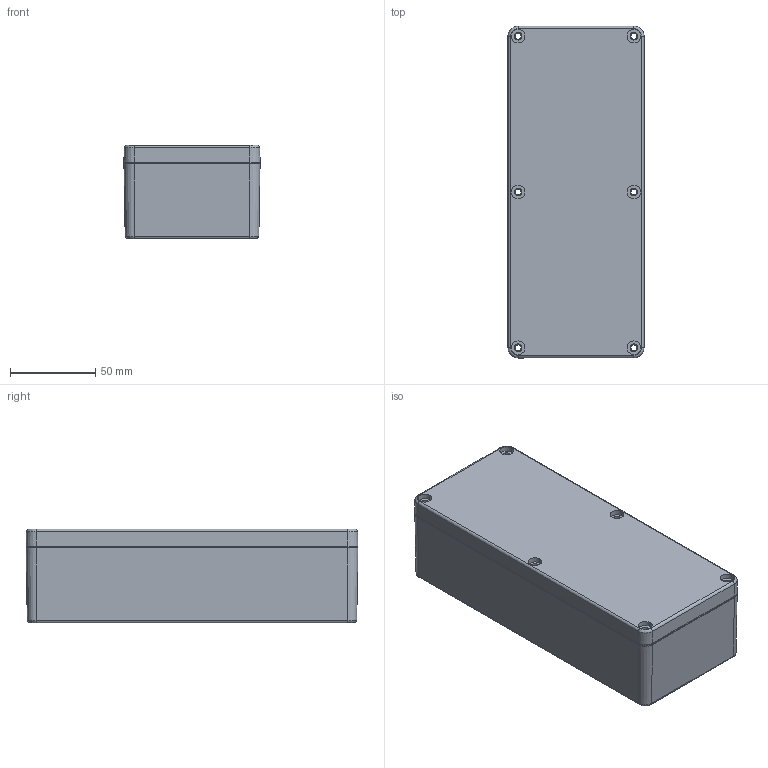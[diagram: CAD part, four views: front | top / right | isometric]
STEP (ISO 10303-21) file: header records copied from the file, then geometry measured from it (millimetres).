
FILE_DESCRIPTION (( 'STEP AP214' ), '1' );
FILE_NAME ('P229-IP67;A346-IP67.STEP', '2020-02-13T09:07:53', ( '' ), ( '' ), 'SwSTEP 2.0', 'SolidWorks 2014', '' );
FILE_SCHEMA (( 'AUTOMOTIVE_DESIGN' ));
Length unit declared in the file: millimetre
Products named in the file (4): G229 ,G346-COVER-GASKET; G229 ,G346-COVER; G229 ,G346-BASE; P229-IP67;A346-IP67
Assembly tree (3 placements, depth 2):
  P229-IP67;A346-IP67
    G229 ,G346-BASE
    G229 ,G346-COVER
    G229 ,G346-COVER-GASKET
Bounding box: 80 x 195 x 55 mm (x, y, z)
Volume: 188863 mm3; surface area: 139311.3 mm2
Topology: 3 solids, 3 shells, 713 faces, 1835 edges, 1176 vertices
Faces by surface type: cylinder 227, plane 206, cone 200, torus 72, bspline 8
Entity records: 33438 total; most frequent: CARTESIAN_POINT 10916, ORIENTED_EDGE 3638, DIRECTION 3447, EDGE_CURVE 1819, AXIS2_PLACEMENT_3D 1367, VERTEX_POINT 1176, EDGE_LOOP 811, ADVANCED_FACE 713
